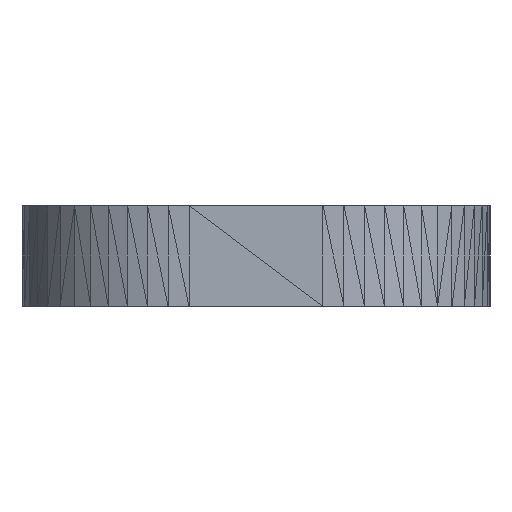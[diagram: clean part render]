
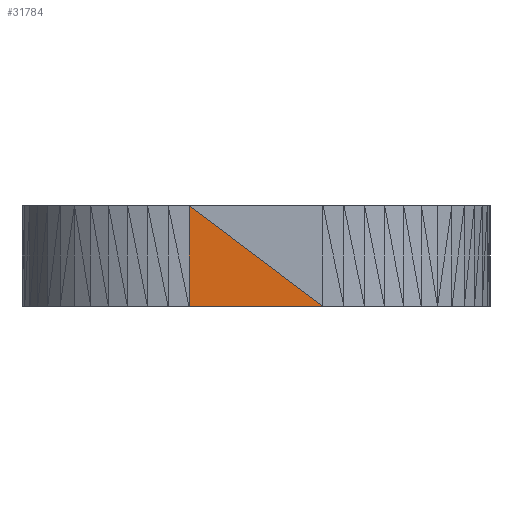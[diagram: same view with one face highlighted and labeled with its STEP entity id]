
A CAD part, left-side view. The second image highlights one B-rep face of the part: STEP entity #31784.
In plain terms, the highlighted planar face has unit normal (-1, 0, 0).
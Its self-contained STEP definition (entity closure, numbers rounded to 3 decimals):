
#31589 = VERTEX_POINT('',#31590);
#31590 = CARTESIAN_POINT('',(-29.5,2.,3.));
#31625 = PLANE('',#31626);
#31626 = AXIS2_PLACEMENT_3D('',#31627,#31628,#31629);
#31627 = CARTESIAN_POINT('',(-29.5,-0.5,2.));
#31628 = DIRECTION('',(-1.,-0.,-0.));
#31629 = DIRECTION('',(0.,0.,-1.));
#31641 = VERTEX_POINT('',#31642);
#31642 = CARTESIAN_POINT('',(-29.5,2.,0.));
#31663 = PLANE('',#31664);
#31664 = AXIS2_PLACEMENT_3D('',#31665,#31666,#31667);
#31665 = CARTESIAN_POINT('',(-29.489,2.173,
    1.641));
#31666 = DIRECTION('',(-0.998,0.063,
    0.));
#31667 = DIRECTION('',(-0.063,-0.998,0.));
#31733 = EDGE_CURVE('',#31589,#31641,#31734,.T.);
#31734 = SURFACE_CURVE('',#31735,(#31739,#31746),.PCURVE_S1.);
#31735 = LINE('',#31736,#31737);
#31736 = CARTESIAN_POINT('',(-29.5,2.,3.));
#31737 = VECTOR('',#31738,1.);
#31738 = DIRECTION('',(0.,0.,-1.));
#31739 = PCURVE('',#31663,#31740);
#31740 = DEFINITIONAL_REPRESENTATION('',(#31741),#31745);
#31741 = LINE('',#31742,#31743);
#31742 = CARTESIAN_POINT('',(0.173,1.359));
#31743 = VECTOR('',#31744,1.);
#31744 = DIRECTION('',(0.,-1.));
#31745 = ( GEOMETRIC_REPRESENTATION_CONTEXT(2) 
PARAMETRIC_REPRESENTATION_CONTEXT() REPRESENTATION_CONTEXT('2D SPACE',''
  ) );
#31746 = PCURVE('',#31747,#31752);
#31747 = PLANE('',#31748);
#31748 = AXIS2_PLACEMENT_3D('',#31749,#31750,#31751);
#31749 = CARTESIAN_POINT('',(-29.5,0.5,1.));
#31750 = DIRECTION('',(-1.,-0.,-0.));
#31751 = DIRECTION('',(0.,0.,-1.));
#31752 = DEFINITIONAL_REPRESENTATION('',(#31753),#31757);
#31753 = LINE('',#31754,#31755);
#31754 = CARTESIAN_POINT('',(-2.,-1.5));
#31755 = VECTOR('',#31756,1.);
#31756 = DIRECTION('',(1.,0.));
#31757 = ( GEOMETRIC_REPRESENTATION_CONTEXT(2) 
PARAMETRIC_REPRESENTATION_CONTEXT() REPRESENTATION_CONTEXT('2D SPACE',''
  ) );
#31784 = ADVANCED_FACE('',(#31785),#31747,.T.);
#31785 = FACE_BOUND('',#31786,.T.);
#31786 = EDGE_LOOP('',(#31787,#31810,#31811));
#31787 = ORIENTED_EDGE('',*,*,#31788,.T.);
#31788 = EDGE_CURVE('',#31789,#31589,#31791,.T.);
#31789 = VERTEX_POINT('',#31790);
#31790 = CARTESIAN_POINT('',(-29.5,-2.,0.));
#31791 = SURFACE_CURVE('',#31792,(#31796,#31803),.PCURVE_S1.);
#31792 = LINE('',#31793,#31794);
#31793 = CARTESIAN_POINT('',(-29.5,-2.,0.));
#31794 = VECTOR('',#31795,1.);
#31795 = DIRECTION('',(0.,0.8,0.6));
#31796 = PCURVE('',#31747,#31797);
#31797 = DEFINITIONAL_REPRESENTATION('',(#31798),#31802);
#31798 = LINE('',#31799,#31800);
#31799 = CARTESIAN_POINT('',(1.,2.5));
#31800 = VECTOR('',#31801,1.);
#31801 = DIRECTION('',(-0.6,-0.8));
#31802 = ( GEOMETRIC_REPRESENTATION_CONTEXT(2) 
PARAMETRIC_REPRESENTATION_CONTEXT() REPRESENTATION_CONTEXT('2D SPACE',''
  ) );
#31803 = PCURVE('',#31625,#31804);
#31804 = DEFINITIONAL_REPRESENTATION('',(#31805),#31809);
#31805 = LINE('',#31806,#31807);
#31806 = CARTESIAN_POINT('',(2.,1.5));
#31807 = VECTOR('',#31808,1.);
#31808 = DIRECTION('',(-0.6,-0.8));
#31809 = ( GEOMETRIC_REPRESENTATION_CONTEXT(2) 
PARAMETRIC_REPRESENTATION_CONTEXT() REPRESENTATION_CONTEXT('2D SPACE',''
  ) );
#31810 = ORIENTED_EDGE('',*,*,#31733,.T.);
#31811 = ORIENTED_EDGE('',*,*,#31812,.T.);
#31812 = EDGE_CURVE('',#31641,#31789,#31813,.T.);
#31813 = SURFACE_CURVE('',#31814,(#31818,#31825),.PCURVE_S1.);
#31814 = LINE('',#31815,#31816);
#31815 = CARTESIAN_POINT('',(-29.5,2.,0.));
#31816 = VECTOR('',#31817,1.);
#31817 = DIRECTION('',(0.,-1.,0.));
#31818 = PCURVE('',#31747,#31819);
#31819 = DEFINITIONAL_REPRESENTATION('',(#31820),#31824);
#31820 = LINE('',#31821,#31822);
#31821 = CARTESIAN_POINT('',(1.,-1.5));
#31822 = VECTOR('',#31823,1.);
#31823 = DIRECTION('',(0.,1.));
#31824 = ( GEOMETRIC_REPRESENTATION_CONTEXT(2) 
PARAMETRIC_REPRESENTATION_CONTEXT() REPRESENTATION_CONTEXT('2D SPACE',''
  ) );
#31825 = PCURVE('',#31826,#31831);
#31826 = PLANE('',#31827);
#31827 = AXIS2_PLACEMENT_3D('',#31828,#31829,#31830);
#31828 = CARTESIAN_POINT('',(-28.225,0.,0.));
#31829 = DIRECTION('',(-0.,-0.,-1.));
#31830 = DIRECTION('',(-1.,0.,0.));
#31831 = DEFINITIONAL_REPRESENTATION('',(#31832),#31836);
#31832 = LINE('',#31833,#31834);
#31833 = CARTESIAN_POINT('',(1.275,2.));
#31834 = VECTOR('',#31835,1.);
#31835 = DIRECTION('',(0.,-1.));
#31836 = ( GEOMETRIC_REPRESENTATION_CONTEXT(2) 
PARAMETRIC_REPRESENTATION_CONTEXT() REPRESENTATION_CONTEXT('2D SPACE',''
  ) );
